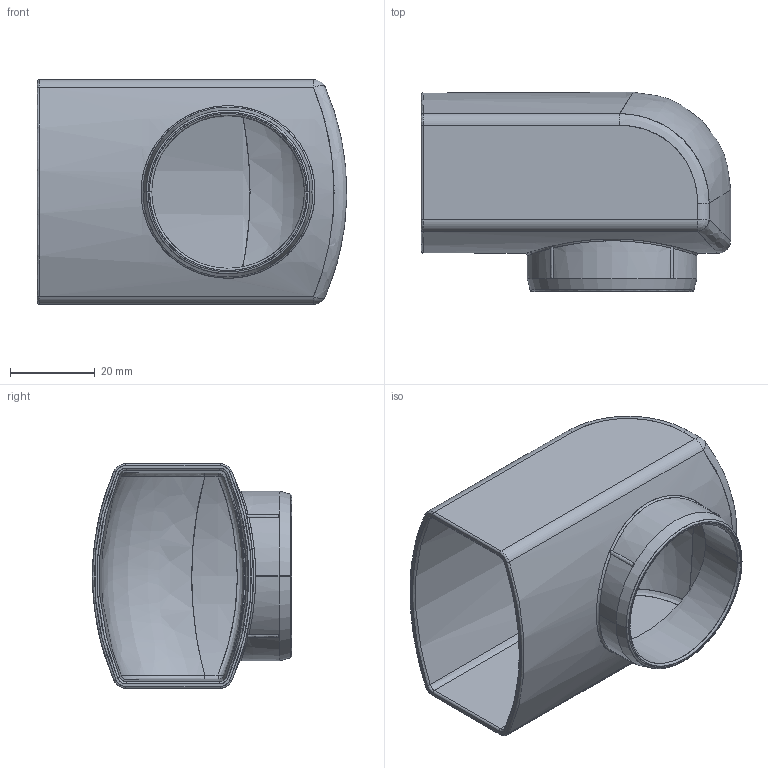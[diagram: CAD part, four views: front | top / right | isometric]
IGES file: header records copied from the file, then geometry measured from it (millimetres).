
Start section: SolidWorks IGES file using analytic representation for surfaces
Global section: file name: 01 25 1239 040.IGS; native system: SolidWorks 2014; preprocessor: SolidWorks 2014; author: utilizadort; date: 141114.164411; units: millimetre
Bounding box: 73 x 47 x 53 mm (x, y, z)
Surface area: 24033.1 mm2 (no closed solid volume)
Topology: 0 solids, 0 shells, 74 faces, 957 edges, 955 vertices
Faces by surface type: bspline 40, revolution 34
